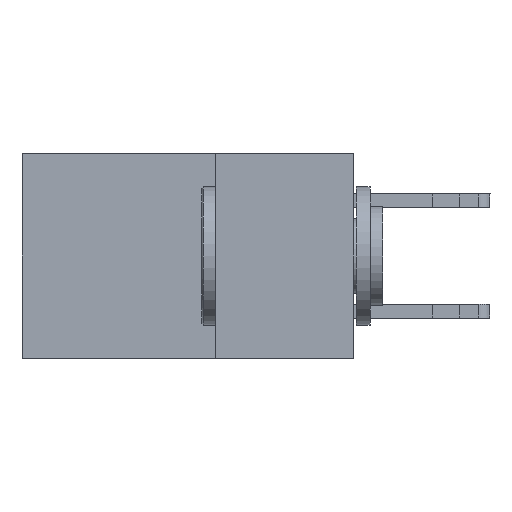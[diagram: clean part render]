
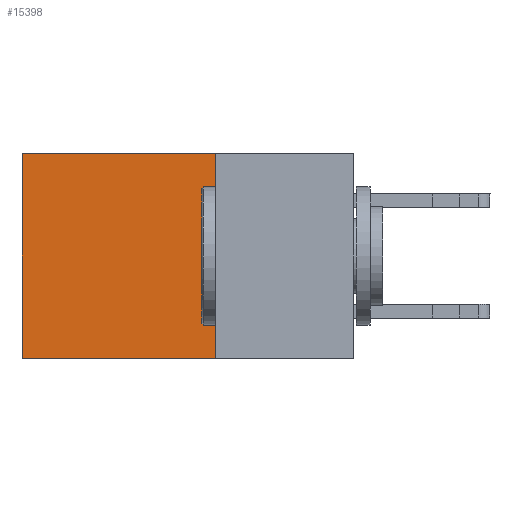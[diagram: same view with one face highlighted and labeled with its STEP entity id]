
A CAD part, left-side view. The second image highlights one B-rep face of the part: STEP entity #15398.
In plain terms, the highlighted planar face has unit normal (-1, 0, 0).
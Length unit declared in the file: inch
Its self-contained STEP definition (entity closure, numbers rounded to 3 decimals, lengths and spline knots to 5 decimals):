
#500 = FACE_OUTER_BOUND ( 'NONE', #10057, .T. ) ;
#1018 = DIRECTION ( 'NONE',  ( 0., 0., -1. ) ) ;
#1401 = DIRECTION ( 'NONE',  ( 0., 0., -1. ) ) ;
#2563 = ORIENTED_EDGE ( 'NONE', *, *, #9933, .F. ) ;
#2625 = CARTESIAN_POINT ( 'NONE',  ( 0.2875, 0.25, -0.37 ) ) ;
#3322 = VERTEX_POINT ( 'NONE', #9883 ) ;
#3630 = ORIENTED_EDGE ( 'NONE', *, *, #4662, .T. ) ;
#3748 = CARTESIAN_POINT ( 'NONE',  ( 0.2875, 0.25, 0. ) ) ;
#4203 = VECTOR ( 'NONE', #7832, 39.37008 ) ;
#4273 = VERTEX_POINT ( 'NONE', #15472 ) ;
#4613 = EDGE_CURVE ( 'NONE', #3322, #13113, #7809, .T. ) ;
#4662 = EDGE_CURVE ( 'NONE', #4273, #3322, #7426, .T. ) ;
#5255 = AXIS2_PLACEMENT_3D ( 'NONE', #10819, #15537, #8357 ) ;
#5816 = ORIENTED_EDGE ( 'NONE', *, *, #4613, .T. ) ;
#6956 = VECTOR ( 'NONE', #15999, 39.37008 ) ;
#7194 = PLANE ( 'NONE',  #5255 ) ;
#7426 = LINE ( 'NONE', #15000, #4203 ) ;
#7809 = LINE ( 'NONE', #13744, #11045 ) ;
#7832 = DIRECTION ( 'NONE',  ( 0., 1., 0. ) ) ;
#8357 = DIRECTION ( 'NONE',  ( 0., 0., -1. ) ) ;
#8442 = EDGE_CURVE ( 'NONE', #4273, #8902, #12075, .T. ) ;
#8902 = VERTEX_POINT ( 'NONE', #9464 ) ;
#9464 = CARTESIAN_POINT ( 'NONE',  ( 0.2875, 0.25, -0.37 ) ) ;
#9883 = CARTESIAN_POINT ( 'NONE',  ( 0.2875, 0.6, 0. ) ) ;
#9933 = EDGE_CURVE ( 'NONE', #8902, #13113, #10592, .T. ) ;
#10057 = EDGE_LOOP ( 'NONE', ( #5816, #2563, #15178, #3630 ) ) ;
#10592 = LINE ( 'NONE', #2625, #6956 ) ;
#10819 = CARTESIAN_POINT ( 'NONE',  ( 0.2875, 0.25, 0. ) ) ;
#11045 = VECTOR ( 'NONE', #1401, 39.37008 ) ;
#12075 = LINE ( 'NONE', #3748, #14837 ) ;
#13113 = VERTEX_POINT ( 'NONE', #14203 ) ;
#13744 = CARTESIAN_POINT ( 'NONE',  ( 0.2875, 0.6, 0. ) ) ;
#14203 = CARTESIAN_POINT ( 'NONE',  ( 0.2875, 0.6, -0.37 ) ) ;
#14837 = VECTOR ( 'NONE', #1018, 39.37008 ) ;
#15000 = CARTESIAN_POINT ( 'NONE',  ( 0.2875, 0.25, 0. ) ) ;
#15178 = ORIENTED_EDGE ( 'NONE', *, *, #8442, .F. ) ;
#15398 = ADVANCED_FACE ( 'NONE', ( #500 ), #7194, .F. ) ;
#15472 = CARTESIAN_POINT ( 'NONE',  ( 0.2875, 0.25, 0. ) ) ;
#15537 = DIRECTION ( 'NONE',  ( 1., 0., 0. ) ) ;
#15999 = DIRECTION ( 'NONE',  ( 0., 1., 0. ) ) ;
